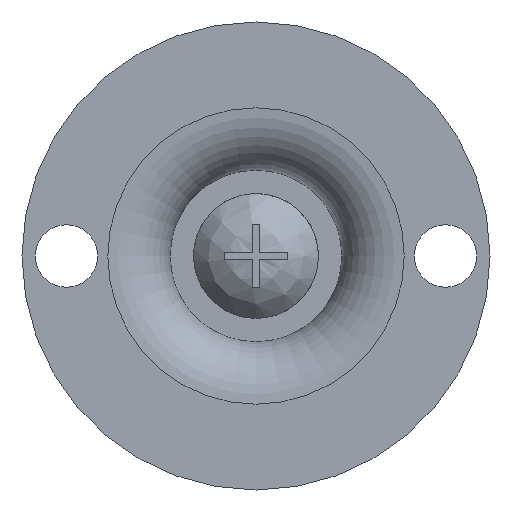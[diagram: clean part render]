
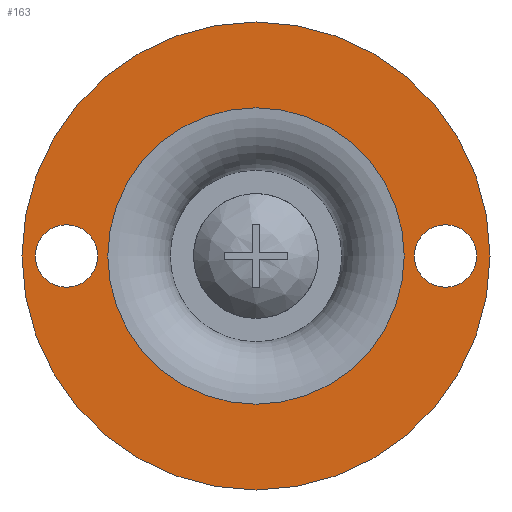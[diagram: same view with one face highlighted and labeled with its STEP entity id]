
A CAD part, front view. The second image highlights one B-rep face of the part: STEP entity #163.
In plain terms, the highlighted planar face has unit normal (0, -1, 0).
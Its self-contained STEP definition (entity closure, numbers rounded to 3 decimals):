
#163 = ADVANCED_FACE( '', ( #336, #337, #338, #339 ), #340, .F. );
#336 = FACE_BOUND( '', #537, .T. );
#337 = FACE_BOUND( '', #538, .T. );
#338 = FACE_OUTER_BOUND( '', #539, .T. );
#339 = FACE_BOUND( '', #540, .T. );
#340 = PLANE( '', #541 );
#537 = EDGE_LOOP( '', ( #909 ) );
#538 = EDGE_LOOP( '', ( #910 ) );
#539 = EDGE_LOOP( '', ( #911 ) );
#540 = EDGE_LOOP( '', ( #912 ) );
#541 = AXIS2_PLACEMENT_3D( '', #913, #914, #915 );
#909 = ORIENTED_EDGE( '', *, *, #917, .F. );
#910 = ORIENTED_EDGE( '', *, *, #930, .F. );
#911 = ORIENTED_EDGE( '', *, *, #962, .T. );
#912 = ORIENTED_EDGE( '', *, *, #993, .T. );
#913 = CARTESIAN_POINT( '', ( 15., 0., 0. ) );
#914 = DIRECTION( '', ( 0., 1., 0. ) );
#915 = DIRECTION( '', ( 0., 0., 1. ) );
#917 = EDGE_CURVE( '', #1058, #1058, #1059, .T. );
#930 = EDGE_CURVE( '', #1080, #1080, #1081, .F. );
#962 = EDGE_CURVE( '', #1136, #1136, #1137, .T. );
#993 = EDGE_CURVE( '', #1180, #1180, #1181, .T. );
#1058 = VERTEX_POINT( '', #1263 );
#1059 = CIRCLE( '', #1264, 9.5 );
#1080 = VERTEX_POINT( '', #1306 );
#1081 = CIRCLE( '', #1307, 2. );
#1136 = VERTEX_POINT( '', #1408 );
#1137 = CIRCLE( '', #1409, 15. );
#1180 = VERTEX_POINT( '', #1493 );
#1181 = CIRCLE( '', #1494, 2. );
#1263 = CARTESIAN_POINT( '', ( 0., 0., -9.5 ) );
#1264 = AXIS2_PLACEMENT_3D( '', #1661, #1662, #1663 );
#1306 = CARTESIAN_POINT( '', ( 12.15, 0., 2. ) );
#1307 = AXIS2_PLACEMENT_3D( '', #1675, #1676, #1677 );
#1408 = CARTESIAN_POINT( '', ( 0., 0., -15. ) );
#1409 = AXIS2_PLACEMENT_3D( '', #1704, #1705, #1706 );
#1493 = CARTESIAN_POINT( '', ( -10.15, 0., 0. ) );
#1494 = AXIS2_PLACEMENT_3D( '', #1730, #1731, #1732 );
#1661 = CARTESIAN_POINT( '', ( 0., 0., 0. ) );
#1662 = DIRECTION( '', ( 0., -1., 0. ) );
#1663 = DIRECTION( '', ( 0., 0., -1. ) );
#1675 = CARTESIAN_POINT( '', ( 12.15, 0., 0. ) );
#1676 = DIRECTION( '', ( 0., 1., 0. ) );
#1677 = DIRECTION( '', ( 0., 0., 1. ) );
#1704 = CARTESIAN_POINT( '', ( 0., 0., 0. ) );
#1705 = DIRECTION( '', ( 0., -1., 0. ) );
#1706 = DIRECTION( '', ( 0., 0., -1. ) );
#1730 = CARTESIAN_POINT( '', ( -12.15, 0., 0. ) );
#1731 = DIRECTION( '', ( 0., 1., 0. ) );
#1732 = DIRECTION( '', ( 1., 0., 0. ) );
